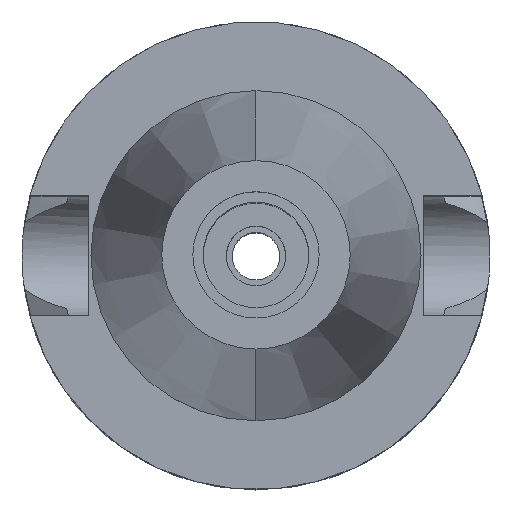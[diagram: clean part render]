
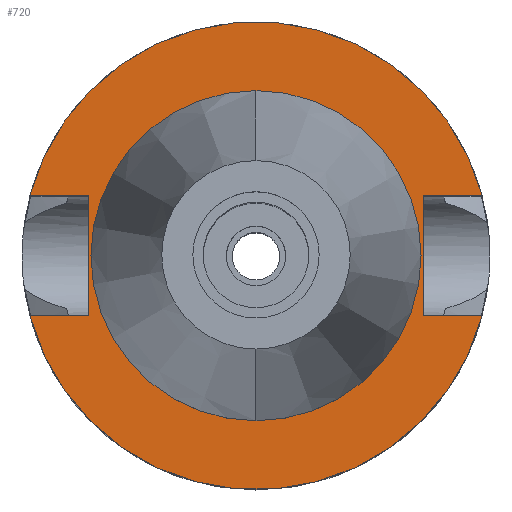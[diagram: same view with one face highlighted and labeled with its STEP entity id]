
A CAD part, top view. The second image highlights one B-rep face of the part: STEP entity #720.
In plain terms, the highlighted planar face has unit normal (0, 0, 1).
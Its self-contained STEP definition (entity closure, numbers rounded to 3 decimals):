
#7 = ORIENTED_EDGE ( 'NONE', *, *, #2712, .F. ) ;
#96 = ORIENTED_EDGE ( 'NONE', *, *, #878, .F. ) ;
#181 = AXIS2_PLACEMENT_3D ( 'NONE', #2805, #1683, #314 ) ;
#184 = CARTESIAN_POINT ( 'NONE',  ( 22.5, 8.05, -2. ) ) ;
#194 = FACE_OUTER_BOUND ( 'NONE', #3496, .T. ) ;
#253 = VERTEX_POINT ( 'NONE', #2656 ) ;
#307 = CIRCLE ( 'NONE', #1123, 31.5 ) ;
#314 = DIRECTION ( 'NONE',  ( 0., 1., 0. ) ) ;
#421 = DIRECTION ( 'NONE',  ( 1., 0., 0. ) ) ;
#448 = DIRECTION ( 'NONE',  ( 0., -1., 0. ) ) ;
#463 = EDGE_CURVE ( 'NONE', #2157, #1800, #2213, .T. ) ;
#468 = CIRCLE ( 'NONE', #2582, 22.225 ) ;
#472 = AXIS2_PLACEMENT_3D ( 'NONE', #2100, #2978, #2396 ) ;
#561 = DIRECTION ( 'NONE',  ( -1., 0., 0. ) ) ;
#615 = ORIENTED_EDGE ( 'NONE', *, *, #2621, .F. ) ;
#675 = PLANE ( 'NONE',  #3112 ) ;
#720 = ADVANCED_FACE ( 'NONE', ( #194, #2960 ), #675, .F. ) ;
#723 = VERTEX_POINT ( 'NONE', #2120 ) ;
#726 = VERTEX_POINT ( 'NONE', #1319 ) ;
#755 = EDGE_CURVE ( 'NONE', #819, #726, #2055, .T. ) ;
#759 = VERTEX_POINT ( 'NONE', #3265 ) ;
#817 = CIRCLE ( 'NONE', #181, 22.225 ) ;
#819 = VERTEX_POINT ( 'NONE', #2706 ) ;
#849 = CARTESIAN_POINT ( 'NONE',  ( -22.5, -8.05, -2. ) ) ;
#878 = EDGE_CURVE ( 'NONE', #253, #3238, #3371, .T. ) ;
#910 = DIRECTION ( 'NONE',  ( -1., 0., 0. ) ) ;
#939 = VECTOR ( 'NONE', #910, 1000. ) ;
#960 = EDGE_CURVE ( 'NONE', #723, #3306, #468, .T. ) ;
#1069 = EDGE_CURVE ( 'NONE', #1257, #726, #3404, .T. ) ;
#1108 = VECTOR ( 'NONE', #561, 1000. ) ;
#1123 = AXIS2_PLACEMENT_3D ( 'NONE', #1973, #2214, #1921 ) ;
#1155 = DIRECTION ( 'NONE',  ( 0., -1., 0. ) ) ;
#1242 = VECTOR ( 'NONE', #1155, 1000. ) ;
#1257 = VERTEX_POINT ( 'NONE', #184 ) ;
#1319 = CARTESIAN_POINT ( 'NONE',  ( 30.454, 8.05, -2. ) ) ;
#1379 = CARTESIAN_POINT ( 'NONE',  ( 22.5, 8.05, -2. ) ) ;
#1431 = ORIENTED_EDGE ( 'NONE', *, *, #755, .F. ) ;
#1481 = EDGE_CURVE ( 'NONE', #759, #819, #3157, .T. ) ;
#1619 = ORIENTED_EDGE ( 'NONE', *, *, #1689, .F. ) ;
#1683 = DIRECTION ( 'NONE',  ( 0., 0., 1. ) ) ;
#1689 = EDGE_CURVE ( 'NONE', #2157, #759, #1715, .T. ) ;
#1715 = LINE ( 'NONE', #849, #2417 ) ;
#1800 = VERTEX_POINT ( 'NONE', #2212 ) ;
#1843 = CARTESIAN_POINT ( 'NONE',  ( 0., 0., -2. ) ) ;
#1919 = CARTESIAN_POINT ( 'NONE',  ( -22.5, -8.05, -2. ) ) ;
#1921 = DIRECTION ( 'NONE',  ( 0., -1., 0. ) ) ;
#1973 = CARTESIAN_POINT ( 'NONE',  ( 0., 0., -2. ) ) ;
#2055 = CIRCLE ( 'NONE', #472, 31.5 ) ;
#2100 = CARTESIAN_POINT ( 'NONE',  ( 0., 0., -2. ) ) ;
#2120 = CARTESIAN_POINT ( 'NONE',  ( 0., -22.225, -2. ) ) ;
#2157 = VERTEX_POINT ( 'NONE', #3386 ) ;
#2175 = DIRECTION ( 'NONE',  ( 0., 0., 1. ) ) ;
#2187 = ORIENTED_EDGE ( 'NONE', *, *, #3267, .F. ) ;
#2203 = ORIENTED_EDGE ( 'NONE', *, *, #463, .T. ) ;
#2212 = CARTESIAN_POINT ( 'NONE',  ( -30.454, -8.05, -2. ) ) ;
#2213 = LINE ( 'NONE', #1919, #1108 ) ;
#2214 = DIRECTION ( 'NONE',  ( 0., 0., -1. ) ) ;
#2396 = DIRECTION ( 'NONE',  ( 0., 1., 0. ) ) ;
#2417 = VECTOR ( 'NONE', #2777, 1000. ) ;
#2504 = CARTESIAN_POINT ( 'NONE',  ( 22.5, -8.05, -2. ) ) ;
#2508 = CARTESIAN_POINT ( 'NONE',  ( 30.454, -8.05, -2. ) ) ;
#2573 = CARTESIAN_POINT ( 'NONE',  ( 22.5, 8.05, -2. ) ) ;
#2582 = AXIS2_PLACEMENT_3D ( 'NONE', #2724, #2175, #3298 ) ;
#2621 = EDGE_CURVE ( 'NONE', #1257, #253, #3099, .T. ) ;
#2653 = DIRECTION ( 'NONE',  ( 0., 0., -1. ) ) ;
#2656 = CARTESIAN_POINT ( 'NONE',  ( 22.5, -8.05, -2. ) ) ;
#2706 = CARTESIAN_POINT ( 'NONE',  ( -30.454, 8.05, -2. ) ) ;
#2712 = EDGE_CURVE ( 'NONE', #3306, #723, #817, .T. ) ;
#2724 = CARTESIAN_POINT ( 'NONE',  ( 0., 0., -2. ) ) ;
#2777 = DIRECTION ( 'NONE',  ( 0., 1., 0. ) ) ;
#2792 = ORIENTED_EDGE ( 'NONE', *, *, #1069, .T. ) ;
#2805 = CARTESIAN_POINT ( 'NONE',  ( 0., 0., -2. ) ) ;
#2960 = FACE_BOUND ( 'NONE', #3564, .T. ) ;
#2978 = DIRECTION ( 'NONE',  ( 0., 0., -1. ) ) ;
#3007 = DIRECTION ( 'NONE',  ( 1., 0., 0. ) ) ;
#3099 = LINE ( 'NONE', #1379, #1242 ) ;
#3112 = AXIS2_PLACEMENT_3D ( 'NONE', #1843, #2653, #448 ) ;
#3114 = VECTOR ( 'NONE', #421, 1000. ) ;
#3157 = LINE ( 'NONE', #3489, #939 ) ;
#3236 = VECTOR ( 'NONE', #3007, 1000. ) ;
#3238 = VERTEX_POINT ( 'NONE', #2508 ) ;
#3265 = CARTESIAN_POINT ( 'NONE',  ( -22.5, 8.05, -2. ) ) ;
#3267 = EDGE_CURVE ( 'NONE', #3238, #1800, #307, .T. ) ;
#3280 = ORIENTED_EDGE ( 'NONE', *, *, #1481, .F. ) ;
#3298 = DIRECTION ( 'NONE',  ( 0., -1., 0. ) ) ;
#3306 = VERTEX_POINT ( 'NONE', #3621 ) ;
#3371 = LINE ( 'NONE', #2504, #3236 ) ;
#3386 = CARTESIAN_POINT ( 'NONE',  ( -22.5, -8.05, -2. ) ) ;
#3404 = LINE ( 'NONE', #2573, #3114 ) ;
#3489 = CARTESIAN_POINT ( 'NONE',  ( -22.5, 8.05, -2. ) ) ;
#3496 = EDGE_LOOP ( 'NONE', ( #2203, #2187, #96, #615, #2792, #1431, #3280, #1619 ) ) ;
#3564 = EDGE_LOOP ( 'NONE', ( #7, #3572 ) ) ;
#3572 = ORIENTED_EDGE ( 'NONE', *, *, #960, .F. ) ;
#3621 = CARTESIAN_POINT ( 'NONE',  ( 0., 22.225, -2. ) ) ;
